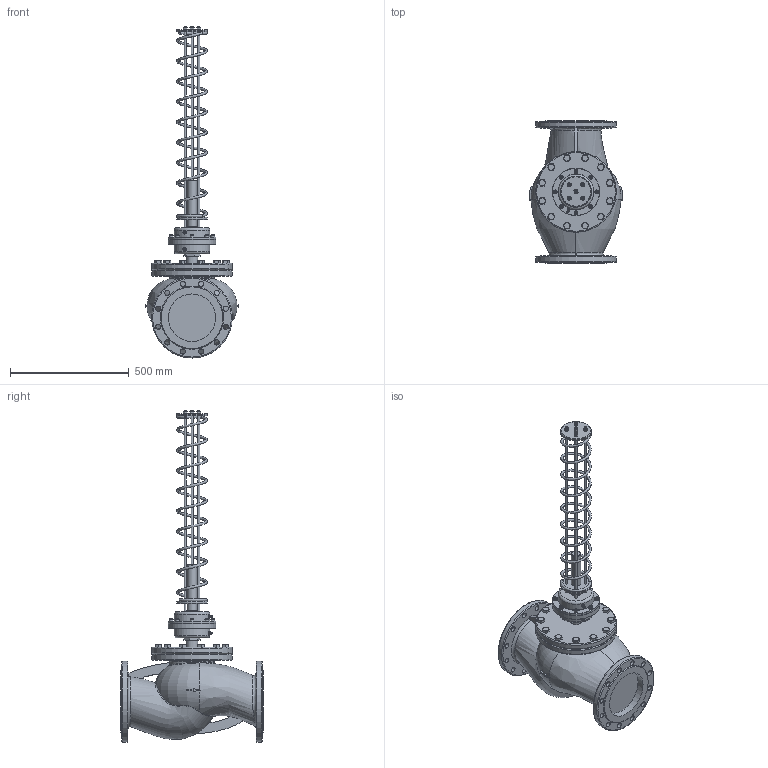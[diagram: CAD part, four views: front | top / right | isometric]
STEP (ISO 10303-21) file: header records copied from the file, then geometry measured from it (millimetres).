
FILE_DESCRIPTION(('STEP AP214'), '1');
FILE_NAME('Ðåãóëÿòîðû ïåðåïàäà äàâëåíèÿ ÂÐÄÄ', '', ('UNSPECIFIED'), ('UNSPECIFIED'), 'C3D Converter', 'C3D Toolkit', '');
FILE_SCHEMA(('AUTOMOTIVE_DESIGN { 1 0 10303 214 3 1 1}'));
Length unit declared in the file: millimetre
Products named in the file (7): -12; -00
Assembly tree (29 placements, depth 3):
  -12
    -12
      (unnamed)  x12
    -00
      (unnamed)  x8
      (unnamed)  x2
      (unnamed)  x5
Bounding box: 390 x 600 x 1400 mm (x, y, z)
Volume: 44991845 mm3; surface area: 1858625.9 mm2
Topology: 34 solids, 34 shells, 697 faces, 1490 edges, 925 vertices
Faces by surface type: plane 365, cylinder 137, cone 122, torus 44, bspline 27, revolution 1, extrusion 1
Full cylindrical faces by diameter (mm): 1.7 x2, 2.7 x4, 6 x10, 6.5 x4, 8 x10, 8.5 x4, 8.917 x5, 10 x25, 16 x8, 20 x12, 22 x36, 40 x3, 50 x2, 130 x2, 150 x2, 200 x4, 340 x4
Entity records: 26886 total; most frequent: CARTESIAN_POINT 18432, DIRECTION 1213, ORIENTED_EDGE 1004, EDGE_LOOP 580, AXIS2_PLACEMENT_3D 560, EDGE_CURVE 502, VERTEX_POINT 406, ADVANCED_FACE 302
